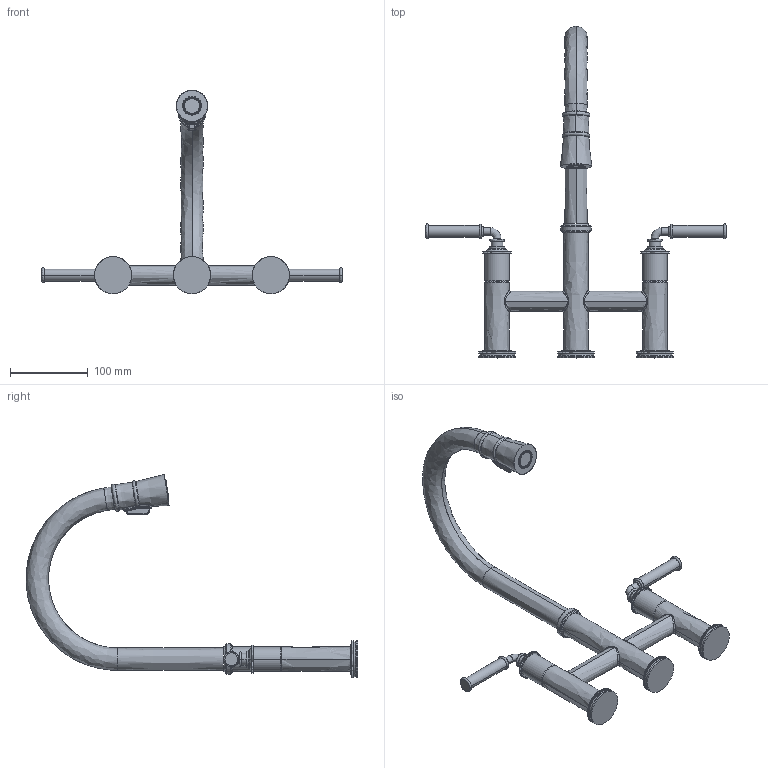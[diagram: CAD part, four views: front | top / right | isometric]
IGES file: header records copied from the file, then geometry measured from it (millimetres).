
Start section:  PTC IGES file: 2940-5463.igs
Global section: file name: 2940-5463.igs; native system: Creo Parametric by PTC Inc.; preprocessor: 2018400; author: gbazan; organization: Unknown; date: 20220420.152406; units: inch
Bounding box: 386.33 x 427.3 x 261.87 mm (x, y, z)
Surface area: 133397.5 mm2 (no closed solid volume)
Topology: 0 solids, 0 shells, 2088 faces, 11810 edges, 11794 vertices
Faces by surface type: bspline 1253, revolution 827, extrusion 8
